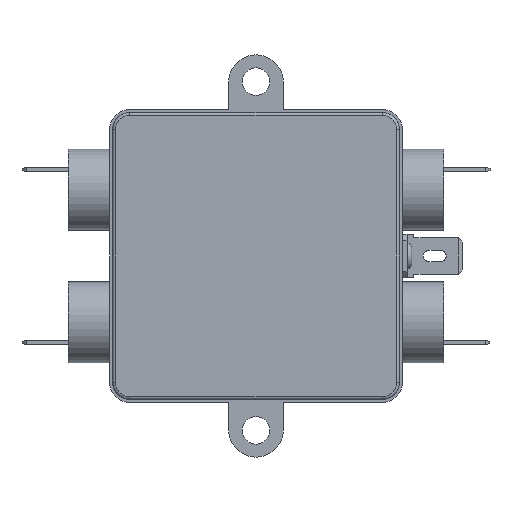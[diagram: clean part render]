
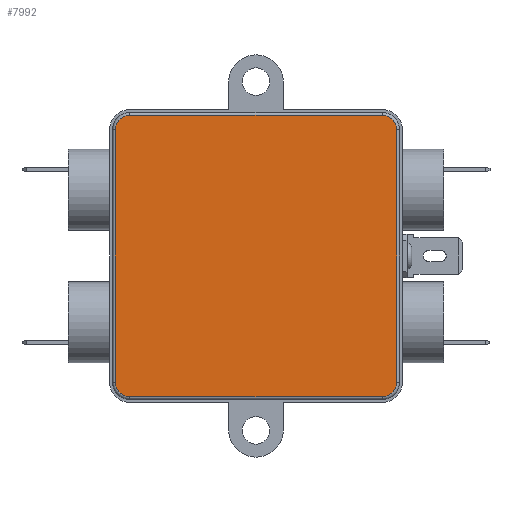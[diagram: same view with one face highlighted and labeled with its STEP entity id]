
A CAD part, front view. The second image highlights one B-rep face of the part: STEP entity #7992.
In plain terms, the highlighted planar face has unit normal (0, -1, 0).
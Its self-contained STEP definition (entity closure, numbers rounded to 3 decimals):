
#1 = VERTEX_POINT ( 'NONE', #7493 ) ;
#280 = CARTESIAN_POINT ( 'NONE',  ( -24.4, 0., -21.9 ) ) ;
#318 = VERTEX_POINT ( 'NONE', #10369 ) ;
#324 = ORIENTED_EDGE ( 'NONE', *, *, #11531, .T. ) ;
#588 = VECTOR ( 'NONE', #5009, 1000. ) ;
#1092 = DIRECTION ( 'NONE',  ( 0., 1., 0. ) ) ;
#1119 = DIRECTION ( 'NONE',  ( 0., 0., 1. ) ) ;
#1248 = CARTESIAN_POINT ( 'NONE',  ( 21.9, 0., -21.9 ) ) ;
#1571 = CARTESIAN_POINT ( 'NONE',  ( -21.9, 0., -21.9 ) ) ;
#1780 = VECTOR ( 'NONE', #3997, 1000. ) ;
#2179 = AXIS2_PLACEMENT_3D ( 'NONE', #1248, #8020, #7294 ) ;
#2266 = LINE ( 'NONE', #9528, #9268 ) ;
#2464 = LINE ( 'NONE', #4096, #9928 ) ;
#2516 = CARTESIAN_POINT ( 'NONE',  ( -24.4, 0., 21.9 ) ) ;
#2565 = ORIENTED_EDGE ( 'NONE', *, *, #11092, .T. ) ;
#2918 = CARTESIAN_POINT ( 'NONE',  ( -25.4, 0., 25.4 ) ) ;
#2944 = CARTESIAN_POINT ( 'NONE',  ( -21.9, 0., 24.4 ) ) ;
#3374 = EDGE_LOOP ( 'NONE', ( #324, #2565, #10766, #8592, #6319, #4162, #9972, #8037 ) ) ;
#3478 = DIRECTION ( 'NONE',  ( 0., -1., 0. ) ) ;
#3492 = CIRCLE ( 'NONE', #7337, 2.5 ) ;
#3651 = LINE ( 'NONE', #2944, #1780 ) ;
#3669 = CARTESIAN_POINT ( 'NONE',  ( 21.9, 0., -24.4 ) ) ;
#3812 = CARTESIAN_POINT ( 'NONE',  ( -24.4, 0., -21.9 ) ) ;
#3983 = CARTESIAN_POINT ( 'NONE',  ( 24.4, 0., 21.9 ) ) ;
#3997 = DIRECTION ( 'NONE',  ( -1., 0., 0. ) ) ;
#4096 = CARTESIAN_POINT ( 'NONE',  ( 21.9, 0., -24.4 ) ) ;
#4162 = ORIENTED_EDGE ( 'NONE', *, *, #8206, .T. ) ;
#4370 = DIRECTION ( 'NONE',  ( 0., 0., 1. ) ) ;
#4466 = EDGE_CURVE ( 'NONE', #8431, #7182, #7598, .T. ) ;
#4625 = DIRECTION ( 'NONE',  ( 0., 0., 1. ) ) ;
#4885 = DIRECTION ( 'NONE',  ( 1., 0., 0. ) ) ;
#5009 = DIRECTION ( 'NONE',  ( 0., 0., -1. ) ) ;
#5061 = VERTEX_POINT ( 'NONE', #10508 ) ;
#5097 = EDGE_CURVE ( 'NONE', #7182, #8950, #5774, .T. ) ;
#5490 = DIRECTION ( 'NONE',  ( 0., -1., 0. ) ) ;
#5578 = CARTESIAN_POINT ( 'NONE',  ( 21.9, 0., 21.9 ) ) ;
#5774 = LINE ( 'NONE', #280, #588 ) ;
#5822 = DIRECTION ( 'NONE',  ( 0., 0., 1. ) ) ;
#5949 = EDGE_CURVE ( 'NONE', #318, #8975, #2266, .T. ) ;
#6319 = ORIENTED_EDGE ( 'NONE', *, *, #7145, .T. ) ;
#6644 = DIRECTION ( 'NONE',  ( 0., -1., 0. ) ) ;
#6918 = AXIS2_PLACEMENT_3D ( 'NONE', #11198, #6644, #1119 ) ;
#7145 = EDGE_CURVE ( 'NONE', #8950, #1, #7214, .T. ) ;
#7182 = VERTEX_POINT ( 'NONE', #2516 ) ;
#7214 = CIRCLE ( 'NONE', #8502, 2.5 ) ;
#7294 = DIRECTION ( 'NONE',  ( 0., 0., 1. ) ) ;
#7337 = AXIS2_PLACEMENT_3D ( 'NONE', #5578, #5490, #4625 ) ;
#7491 = PLANE ( 'NONE',  #10626 ) ;
#7493 = CARTESIAN_POINT ( 'NONE',  ( -21.9, 0., -24.4 ) ) ;
#7598 = CIRCLE ( 'NONE', #6918, 2.5 ) ;
#7992 = ADVANCED_FACE ( 'NONE', ( #11320 ), #7491, .F. ) ;
#8020 = DIRECTION ( 'NONE',  ( 0., -1., 0. ) ) ;
#8037 = ORIENTED_EDGE ( 'NONE', *, *, #5949, .T. ) ;
#8206 = EDGE_CURVE ( 'NONE', #1, #11409, #2464, .T. ) ;
#8358 = EDGE_CURVE ( 'NONE', #11409, #318, #10353, .T. ) ;
#8431 = VERTEX_POINT ( 'NONE', #8584 ) ;
#8502 = AXIS2_PLACEMENT_3D ( 'NONE', #1571, #3478, #4370 ) ;
#8584 = CARTESIAN_POINT ( 'NONE',  ( -21.9, 0., 24.4 ) ) ;
#8592 = ORIENTED_EDGE ( 'NONE', *, *, #5097, .T. ) ;
#8950 = VERTEX_POINT ( 'NONE', #3812 ) ;
#8975 = VERTEX_POINT ( 'NONE', #3983 ) ;
#9268 = VECTOR ( 'NONE', #5822, 1000. ) ;
#9528 = CARTESIAN_POINT ( 'NONE',  ( 24.4, 0., 21.9 ) ) ;
#9928 = VECTOR ( 'NONE', #4885, 1000. ) ;
#9972 = ORIENTED_EDGE ( 'NONE', *, *, #8358, .T. ) ;
#10353 = CIRCLE ( 'NONE', #2179, 2.5 ) ;
#10369 = CARTESIAN_POINT ( 'NONE',  ( 24.4, 0., -21.9 ) ) ;
#10508 = CARTESIAN_POINT ( 'NONE',  ( 21.9, 0., 24.4 ) ) ;
#10626 = AXIS2_PLACEMENT_3D ( 'NONE', #2918, #1092, #11059 ) ;
#10766 = ORIENTED_EDGE ( 'NONE', *, *, #4466, .T. ) ;
#11059 = DIRECTION ( 'NONE',  ( 0., 0., 1. ) ) ;
#11092 = EDGE_CURVE ( 'NONE', #5061, #8431, #3651, .T. ) ;
#11198 = CARTESIAN_POINT ( 'NONE',  ( -21.9, 0., 21.9 ) ) ;
#11320 = FACE_OUTER_BOUND ( 'NONE', #3374, .T. ) ;
#11409 = VERTEX_POINT ( 'NONE', #3669 ) ;
#11531 = EDGE_CURVE ( 'NONE', #8975, #5061, #3492, .T. ) ;
